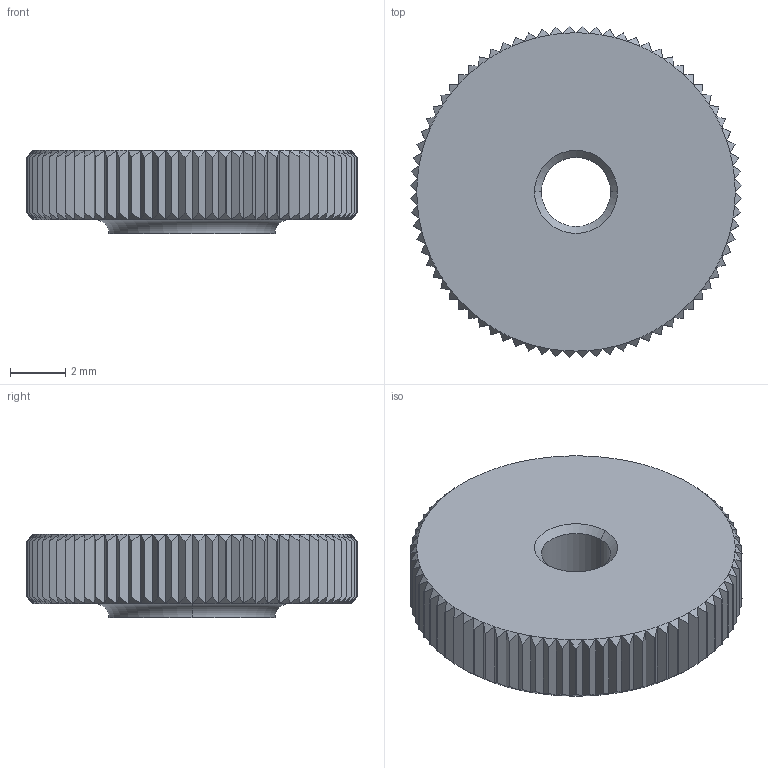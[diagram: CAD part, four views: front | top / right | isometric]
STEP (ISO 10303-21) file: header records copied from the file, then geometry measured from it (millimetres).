
FILE_DESCRIPTION(('STEP AP214'),'1');
FILE_NAME(' ',' ',('TraceParts'),('TraceParts S.A.'),'XStep 1.0',' ',' ');
FILE_SCHEMA(('automotive_design'));
Length unit declared in the file: millimetre
Products named in the file (1): 1
Bounding box: 11.99 x 11.99 x 3 mm (x, y, z)
Volume: 270.2 mm3; surface area: 357.2 mm2
Topology: 1 solids, 1 shells, 391 faces, 856 edges, 468 vertices
Faces by surface type: cone 156, plane 155, cylinder 78, torus 2
Entity records: 19856 total; most frequent: CARTESIAN_POINT 2324, STYLED_ITEM 1716, PRESENTATION_STYLE_ASSIGNMENT 1716, COLOUR_RGB 1716, ORIENTED_EDGE 1712, DIRECTION 1654, EDGE_CURVE 856, CURVE_STYLE 856
